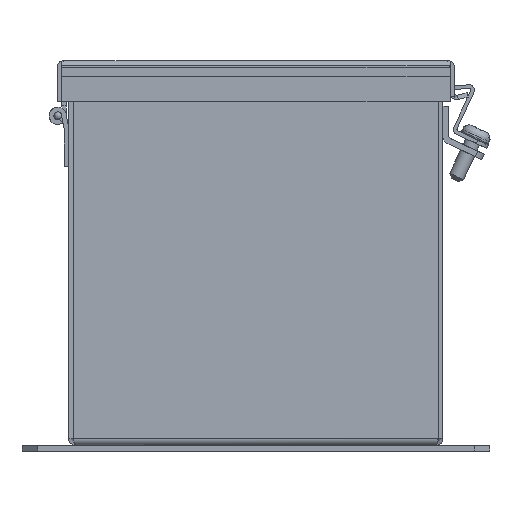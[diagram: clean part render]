
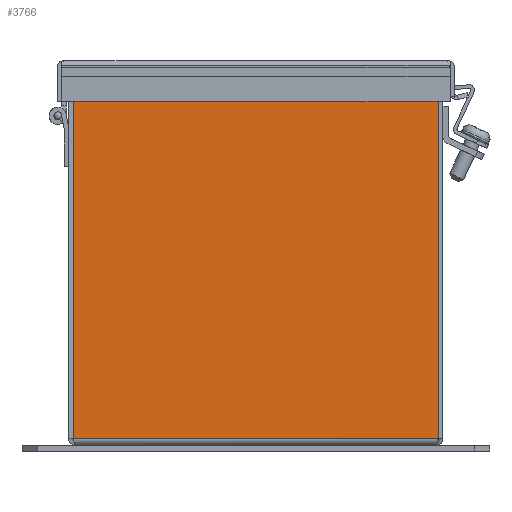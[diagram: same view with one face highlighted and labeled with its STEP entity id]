
A CAD part, left-side view. The second image highlights one B-rep face of the part: STEP entity #3766.
In plain terms, the highlighted planar face has unit normal (-1, 0, 0).
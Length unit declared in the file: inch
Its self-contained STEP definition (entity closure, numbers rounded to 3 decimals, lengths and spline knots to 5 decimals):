
#67 = EDGE_CURVE ( 'NONE', #13695, #6323, #10955, .T. ) ;
#450 = LINE ( 'NONE', #3708, #3834 ) ;
#1162 = CARTESIAN_POINT ( 'NONE',  ( -9., 20.406, 0. ) ) ;
#1716 = EDGE_CURVE ( 'NONE', #13501, #13695, #450, .T. ) ;
#1831 = CARTESIAN_POINT ( 'NONE',  ( -9., 2.91796, 5.892 ) ) ;
#2438 = DIRECTION ( 'NONE',  ( 0., 0., 1. ) ) ;
#3027 = DIRECTION ( 'NONE',  ( 0., -1., 0. ) ) ;
#3128 = VECTOR ( 'NONE', #2438, 39.37008 ) ;
#3636 = CARTESIAN_POINT ( 'NONE',  ( -9., -2.91796, 5.892 ) ) ;
#3708 = CARTESIAN_POINT ( 'NONE',  ( -9., 20.406, 5.892 ) ) ;
#3766 = ADVANCED_FACE ( 'NONE', ( #10273 ), #11489, .F. ) ;
#3834 = VECTOR ( 'NONE', #13208, 39.37008 ) ;
#4184 = ORIENTED_EDGE ( 'NONE', *, *, #6877, .F. ) ;
#4372 = DIRECTION ( 'NONE',  ( 0., 0., -1. ) ) ;
#4423 = AXIS2_PLACEMENT_3D ( 'NONE', #8811, #7669, #3027 ) ;
#4433 = DIRECTION ( 'NONE',  ( 1., 0., 0. ) ) ;
#4508 = LINE ( 'NONE', #6938, #3128 ) ;
#4626 = EDGE_CURVE ( 'NONE', #14846, #6323, #4508, .T. ) ;
#4725 = ORIENTED_EDGE ( 'NONE', *, *, #13636, .F. ) ;
#5472 = CARTESIAN_POINT ( 'NONE',  ( -9., 2.92789, 0. ) ) ;
#5778 = DIRECTION ( 'NONE',  ( 0., 1., 0. ) ) ;
#6323 = VERTEX_POINT ( 'NONE', #7785 ) ;
#6877 = EDGE_CURVE ( 'NONE', #13634, #9448, #13602, .T. ) ;
#6938 = CARTESIAN_POINT ( 'NONE',  ( -9., -2.92789, 0.108 ) ) ;
#7669 = DIRECTION ( 'NONE',  ( 1., 0., 0. ) ) ;
#7785 = CARTESIAN_POINT ( 'NONE',  ( -9., -2.92789, 5.82223 ) ) ;
#7822 = DIRECTION ( 'NONE',  ( 0., 0., 1. ) ) ;
#7859 = VECTOR ( 'NONE', #7822, 39.37008 ) ;
#8811 = CARTESIAN_POINT ( 'NONE',  ( -9., -2.67789, 5.82223 ) ) ;
#8974 = ORIENTED_EDGE ( 'NONE', *, *, #14489, .F. ) ;
#9032 = ORIENTED_EDGE ( 'NONE', *, *, #4626, .T. ) ;
#9118 = CARTESIAN_POINT ( 'NONE',  ( -9., -2.92789, 0.108 ) ) ;
#9423 = AXIS2_PLACEMENT_3D ( 'NONE', #1162, #4433, #12481 ) ;
#9448 = VERTEX_POINT ( 'NONE', #14657 ) ;
#10071 = ORIENTED_EDGE ( 'NONE', *, *, #67, .F. ) ;
#10254 = LINE ( 'NONE', #13767, #14640 ) ;
#10273 = FACE_OUTER_BOUND ( 'NONE', #10805, .T. ) ;
#10617 = DIRECTION ( 'NONE',  ( 1., 0., 0. ) ) ;
#10805 = EDGE_LOOP ( 'NONE', ( #8974, #4184, #4725, #9032, #10071, #13739 ) ) ;
#10955 = CIRCLE ( 'NONE', #4423, 0.25 ) ;
#11489 = PLANE ( 'NONE',  #9423 ) ;
#12470 = CIRCLE ( 'NONE', #13440, 0.25 ) ;
#12481 = DIRECTION ( 'NONE',  ( 0., -1., 0. ) ) ;
#13208 = DIRECTION ( 'NONE',  ( 0., -1., 0. ) ) ;
#13440 = AXIS2_PLACEMENT_3D ( 'NONE', #14996, #10617, #4372 ) ;
#13501 = VERTEX_POINT ( 'NONE', #1831 ) ;
#13602 = LINE ( 'NONE', #5472, #7859 ) ;
#13634 = VERTEX_POINT ( 'NONE', #13837 ) ;
#13636 = EDGE_CURVE ( 'NONE', #14846, #13634, #10254, .T. ) ;
#13695 = VERTEX_POINT ( 'NONE', #3636 ) ;
#13739 = ORIENTED_EDGE ( 'NONE', *, *, #1716, .F. ) ;
#13767 = CARTESIAN_POINT ( 'NONE',  ( -9., -2.892, 0.108 ) ) ;
#13837 = CARTESIAN_POINT ( 'NONE',  ( -9., 2.92789, 0.108 ) ) ;
#14489 = EDGE_CURVE ( 'NONE', #9448, #13501, #12470, .T. ) ;
#14640 = VECTOR ( 'NONE', #5778, 39.37008 ) ;
#14657 = CARTESIAN_POINT ( 'NONE',  ( -9., 2.92789, 5.82223 ) ) ;
#14846 = VERTEX_POINT ( 'NONE', #9118 ) ;
#14996 = CARTESIAN_POINT ( 'NONE',  ( -9., 2.67789, 5.82223 ) ) ;
